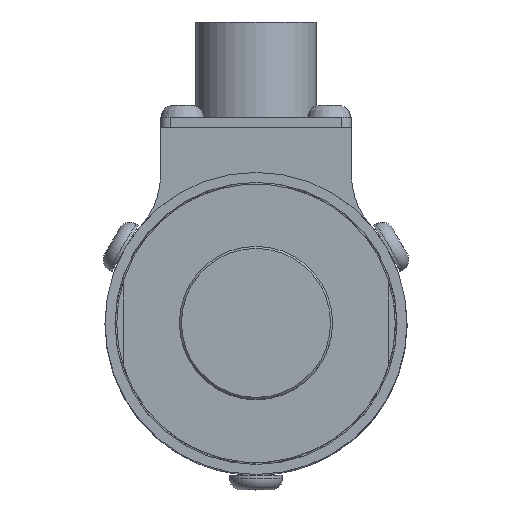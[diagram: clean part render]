
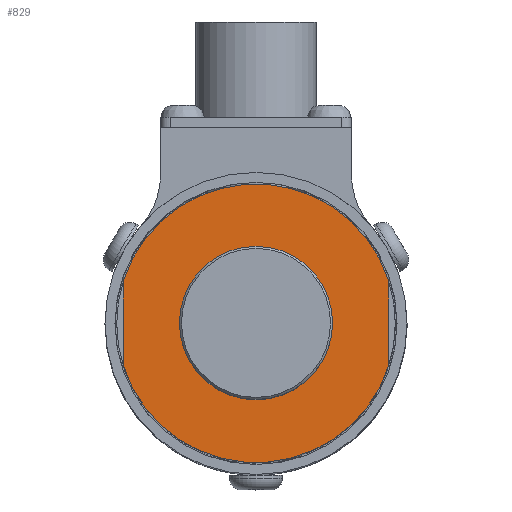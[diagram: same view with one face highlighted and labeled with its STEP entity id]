
A CAD part, top view. The second image highlights one B-rep face of the part: STEP entity #829.
In plain terms, the highlighted planar face has unit normal (0, 0, 1).
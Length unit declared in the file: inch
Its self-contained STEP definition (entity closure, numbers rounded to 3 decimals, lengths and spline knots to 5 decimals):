
#449=CARTESIAN_POINT('',(17.36844,0.,7.86523));
#450=VERTEX_POINT('',#449);
#451=CARTESIAN_POINT('',(17.74344,0.,7.86523));
#452=DIRECTION('',(0.0,0.0,-1.0));
#453=DIRECTION('',(1.0,0.0,0.0));
#454=AXIS2_PLACEMENT_3D('',#451,#452,#453);
#455=CIRCLE('',#454,0.375);
#456=EDGE_CURVE('',#450,#450,#455,.T.);
#536=CARTESIAN_POINT('',(17.09344,0.2081,7.86523));
#537=VERTEX_POINT('',#536);
#544=CARTESIAN_POINT('',(18.39344,0.2081,7.86523));
#545=VERTEX_POINT('',#544);
#546=CARTESIAN_POINT('',(17.74344,0.,7.86523));
#547=DIRECTION('',(0.0,0.0,-1.0));
#548=DIRECTION('',(1.0,0.0,0.0));
#549=AXIS2_PLACEMENT_3D('',#546,#547,#548);
#550=CIRCLE('',#549,0.6825);
#551=EDGE_CURVE('',#537,#545,#550,.T.);
#570=CARTESIAN_POINT('',(18.39344,-0.2081,7.86523));
#571=VERTEX_POINT('',#570);
#578=CARTESIAN_POINT('',(17.09344,-0.2081,7.86523));
#579=VERTEX_POINT('',#578);
#580=CARTESIAN_POINT('',(17.74344,0.,7.86523));
#581=DIRECTION('',(0.0,0.0,-1.0));
#582=DIRECTION('',(1.0,0.0,0.0));
#583=AXIS2_PLACEMENT_3D('',#580,#581,#582);
#584=CIRCLE('',#583,0.6825);
#585=EDGE_CURVE('',#571,#579,#584,.T.);
#801=CARTESIAN_POINT('',(18.39344,-0.2081,7.86523));
#802=DIRECTION('',(0.0,1.0,0.0));
#803=VECTOR('',#802,0.4162);
#804=LINE('',#801,#803);
#805=EDGE_CURVE('',#571,#545,#804,.T.);
#810=CARTESIAN_POINT('',(18.27219,0.,7.86523));
#811=DIRECTION('',(0.0,0.0,1.0));
#812=DIRECTION('',(1.0,0.0,0.0));
#813=AXIS2_PLACEMENT_3D('',#810,#811,#812);
#814=PLANE('',#813);
#815=ORIENTED_EDGE('',*,*,#805,.T.);
#816=ORIENTED_EDGE('',*,*,#551,.F.);
#817=CARTESIAN_POINT('',(17.09344,0.2081,7.86523));
#818=DIRECTION('',(0.0,-1.0,0.0));
#819=VECTOR('',#818,0.4162);
#820=LINE('',#817,#819);
#821=EDGE_CURVE('',#537,#579,#820,.T.);
#822=ORIENTED_EDGE('',*,*,#821,.T.);
#823=ORIENTED_EDGE('',*,*,#585,.F.);
#824=EDGE_LOOP('',(#815,#816,#822,#823));
#825=FACE_OUTER_BOUND('',#824,.T.);
#826=ORIENTED_EDGE('',*,*,#456,.T.);
#827=EDGE_LOOP('',(#826));
#828=FACE_BOUND('',#827,.T.);
#829=ADVANCED_FACE('',(#825,#828),#814,.T.);
